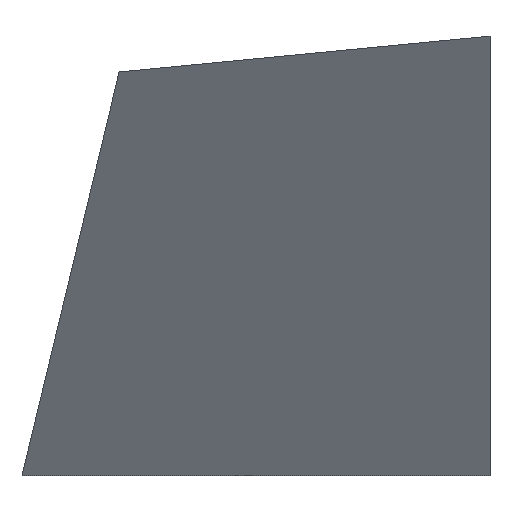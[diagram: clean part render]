
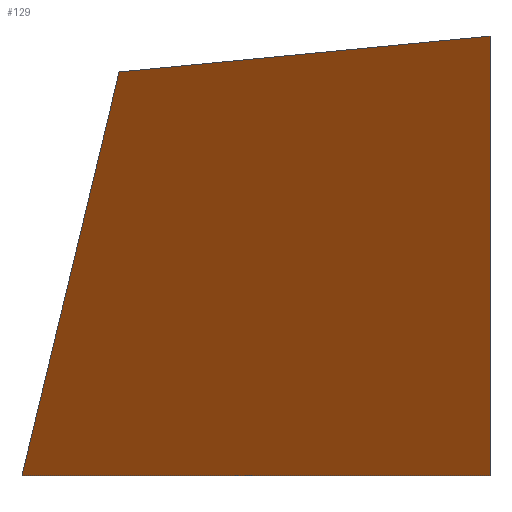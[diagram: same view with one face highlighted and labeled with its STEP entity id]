
A CAD part, front view. The second image highlights one B-rep face of the part: STEP entity #129.
In plain terms, the highlighted planar face has unit normal (-0.015, -0.837, -0.548).
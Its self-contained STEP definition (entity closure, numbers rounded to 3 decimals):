
#21 = EDGE_CURVE('',#22,#24,#26,.T.);
#22 = VERTEX_POINT('',#23);
#23 = CARTESIAN_POINT('',(545.146,249.807,
    495.414));
#24 = VERTEX_POINT('',#25);
#25 = CARTESIAN_POINT('',(425.959,576.337,
    0.));
#26 = SURFACE_CURVE('',#27,(#31,#42),.PCURVE_S1.);
#27 = LINE('',#28,#29);
#28 = CARTESIAN_POINT('',(525.96,302.371,
    415.663));
#29 = VECTOR('',#30,1.);
#30 = DIRECTION('',(-0.197,0.54,-0.819));
#31 = PCURVE('',#32,#37);
#32 = PLANE('',#33);
#33 = AXIS2_PLACEMENT_3D('',#34,#35,#36);
#34 = CARTESIAN_POINT('',(575.216,802.006,616.315
    ));
#35 = DIRECTION('',(0.972,-0.002,-0.235)
  );
#36 = DIRECTION('',(0.235,0.,0.972));
#37 = DEFINITIONAL_REPRESENTATION('',(#38),#41);
#38 = B_SPLINE_CURVE_WITH_KNOTS('',1,(#39,#40),.UNSPECIFIED.,.F.,.F.,(2,
    2),(-10395.065,10004.536),
  .PIECEWISE_BEZIER_KNOTS.);
#39 = CARTESIAN_POINT('',(8545.588,6108.239));
#40 = CARTESIAN_POINT('',(-8629.996,-4898.26));
#41 = ( GEOMETRIC_REPRESENTATION_CONTEXT(2) 
PARAMETRIC_REPRESENTATION_CONTEXT() REPRESENTATION_CONTEXT('2D SPACE',''
  ) );
#42 = PCURVE('',#43,#48);
#43 = PLANE('',#44);
#44 = AXIS2_PLACEMENT_3D('',#45,#46,#47);
#45 = CARTESIAN_POINT('',(58.561,203.162,
    579.531));
#46 = DIRECTION('',(0.015,0.836,0.548));
#47 = DIRECTION('',(0.,-0.548,0.837));
#48 = DEFINITIONAL_REPRESENTATION('',(#49),#52);
#49 = B_SPLINE_CURVE_WITH_KNOTS('',1,(#50,#51),.UNSPECIFIED.,.F.,.F.,(2,
    2),(-10395.065,10004.536),
  .PIECEWISE_BEZIER_KNOTS.);
#50 = CARTESIAN_POINT('',(10000.,2514.87));
#51 = CARTESIAN_POINT('',(-10000.,-1503.054));
#52 = ( GEOMETRIC_REPRESENTATION_CONTEXT(2) 
PARAMETRIC_REPRESENTATION_CONTEXT() REPRESENTATION_CONTEXT('2D SPACE',''
  ) );
#69 = PLANE('',#70);
#70 = AXIS2_PLACEMENT_3D('',#71,#72,#73);
#71 = CARTESIAN_POINT('',(0.,0.,0.));
#72 = DIRECTION('',(0.,0.,1.));
#73 = DIRECTION('',(1.,0.,-0.));
#119 = PLANE('',#120);
#120 = AXIS2_PLACEMENT_3D('',#121,#122,#123);
#121 = CARTESIAN_POINT('',(95.177,128.75,
    495.341));
#122 = DIRECTION('',(0.071,-0.265,-0.962)
  );
#123 = DIRECTION('',(0.,-0.964,0.266)
  );
#129 = ADVANCED_FACE('',(#130),#43,.F.);
#130 = FACE_BOUND('',#131,.F.);
#131 = EDGE_LOOP('',(#132,#153,#154,#175));
#132 = ORIENTED_EDGE('',*,*,#133,.T.);
#133 = EDGE_CURVE('',#134,#24,#136,.T.);
#134 = VERTEX_POINT('',#135);
#135 = CARTESIAN_POINT('',(1000.,566.373,0.));
#136 = SURFACE_CURVE('',#137,(#141,#147),.PCURVE_S1.);
#137 = LINE('',#138,#139);
#138 = CARTESIAN_POINT('',(37.638,583.077,
    0.));
#139 = VECTOR('',#140,1.);
#140 = DIRECTION('',(-1.,0.017,0.));
#141 = PCURVE('',#43,#142);
#142 = DEFINITIONAL_REPRESENTATION('',(#143),#146);
#143 = B_SPLINE_CURVE_WITH_KNOTS('',1,(#144,#145),.UNSPECIFIED.,.F.,.F.,
  (2,2),(-962.507,37.644),.PIECEWISE_BEZIER_KNOTS.);
#144 = CARTESIAN_POINT('',(-683.807,941.539));
#145 = CARTESIAN_POINT('',(-693.317,-58.567));
#146 = ( GEOMETRIC_REPRESENTATION_CONTEXT(2) 
PARAMETRIC_REPRESENTATION_CONTEXT() REPRESENTATION_CONTEXT('2D SPACE',''
  ) );
#147 = PCURVE('',#69,#148);
#148 = DEFINITIONAL_REPRESENTATION('',(#149),#152);
#149 = B_SPLINE_CURVE_WITH_KNOTS('',1,(#150,#151),.UNSPECIFIED.,.F.,.F.,
  (2,2),(-962.507,37.644),.PIECEWISE_BEZIER_KNOTS.);
#150 = CARTESIAN_POINT('',(1000.,566.373));
#151 = CARTESIAN_POINT('',(0.,583.731));
#152 = ( GEOMETRIC_REPRESENTATION_CONTEXT(2) 
PARAMETRIC_REPRESENTATION_CONTEXT() REPRESENTATION_CONTEXT('2D SPACE',''
  ) );
#153 = ORIENTED_EDGE('',*,*,#21,.F.);
#154 = ORIENTED_EDGE('',*,*,#155,.T.);
#155 = EDGE_CURVE('',#22,#156,#158,.T.);
#156 = VERTEX_POINT('',#157);
#157 = CARTESIAN_POINT('',(1000.,213.173,539.295));
#158 = SURFACE_CURVE('',#159,(#163,#169),.PCURVE_S1.);
#159 = LINE('',#160,#161);
#160 = CARTESIAN_POINT('',(94.789,286.079,
    451.966));
#161 = VECTOR('',#162,1.);
#162 = DIRECTION('',(0.992,-0.08,
    0.096));
#163 = PCURVE('',#43,#164);
#164 = DEFINITIONAL_REPRESENTATION('',(#165),#168);
#165 = B_SPLINE_CURVE_WITH_KNOTS('',1,(#166,#167),.UNSPECIFIED.,.F.,.F.,
  (2,2),(-10052.523,10041.085),
  .PIECEWISE_BEZIER_KNOTS.);
#166 = CARTESIAN_POINT('',(-1397.231,-9938.886));
#167 = CARTESIAN_POINT('',(1091.527,10000.));
#168 = ( GEOMETRIC_REPRESENTATION_CONTEXT(2) 
PARAMETRIC_REPRESENTATION_CONTEXT() REPRESENTATION_CONTEXT('2D SPACE',''
  ) );
#169 = PCURVE('',#119,#170);
#170 = DEFINITIONAL_REPRESENTATION('',(#171),#174);
#171 = B_SPLINE_CURVE_WITH_KNOTS('',1,(#172,#173),.UNSPECIFIED.,.F.,.F.,
  (2,2),(-10052.523,10041.085),
  .PIECEWISE_BEZIER_KNOTS.);
#172 = CARTESIAN_POINT('',(-1193.248,10000.));
#173 = CARTESIAN_POINT('',(865.678,-9987.844));
#174 = ( GEOMETRIC_REPRESENTATION_CONTEXT(2) 
PARAMETRIC_REPRESENTATION_CONTEXT() REPRESENTATION_CONTEXT('2D SPACE',''
  ) );
#175 = ORIENTED_EDGE('',*,*,#176,.F.);
#176 = EDGE_CURVE('',#134,#156,#177,.T.);
#177 = SURFACE_CURVE('',#178,(#182,#188),.PCURVE_S1.);
#178 = LINE('',#179,#180);
#179 = CARTESIAN_POINT('',(1000.,294.043,415.815));
#180 = VECTOR('',#181,1.);
#181 = DIRECTION('',(0.,-0.548,0.837));
#182 = PCURVE('',#43,#183);
#183 = DEFINITIONAL_REPRESENTATION('',(#184),#187);
#184 = B_SPLINE_CURVE_WITH_KNOTS('',1,(#185,#186),.UNSPECIFIED.,.F.,.F.,
  (2,2),(-497.057,536.689),.PIECEWISE_BEZIER_KNOTS.);
#185 = CARTESIAN_POINT('',(-683.807,941.539));
#186 = CARTESIAN_POINT('',(349.939,941.539));
#187 = ( GEOMETRIC_REPRESENTATION_CONTEXT(2) 
PARAMETRIC_REPRESENTATION_CONTEXT() REPRESENTATION_CONTEXT('2D SPACE',''
  ) );
#188 = PCURVE('',#189,#194);
#189 = PLANE('',#190);
#190 = AXIS2_PLACEMENT_3D('',#191,#192,#193);
#191 = CARTESIAN_POINT('',(1000.,0.,0.));
#192 = DIRECTION('',(1.,0.,-0.));
#193 = DIRECTION('',(0.,0.,1.));
#194 = DEFINITIONAL_REPRESENTATION('',(#195),#198);
#195 = B_SPLINE_CURVE_WITH_KNOTS('',1,(#196,#197),.UNSPECIFIED.,.F.,.F.,
  (2,2),(-497.057,536.689),.PIECEWISE_BEZIER_KNOTS.);
#196 = CARTESIAN_POINT('',(0.,-566.373));
#197 = CARTESIAN_POINT('',(864.784,0.));
#198 = ( GEOMETRIC_REPRESENTATION_CONTEXT(2) 
PARAMETRIC_REPRESENTATION_CONTEXT() REPRESENTATION_CONTEXT('2D SPACE',''
  ) );
